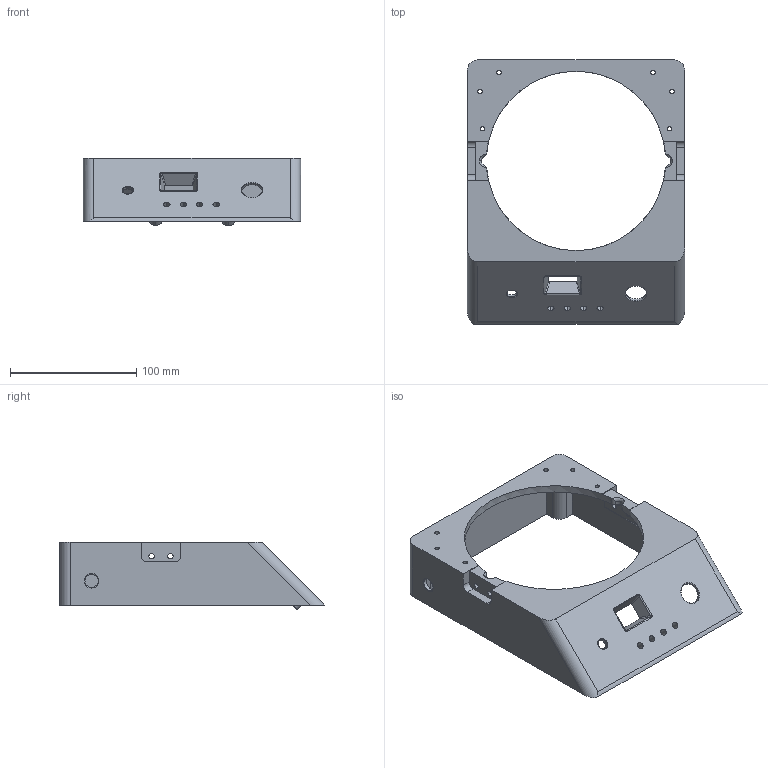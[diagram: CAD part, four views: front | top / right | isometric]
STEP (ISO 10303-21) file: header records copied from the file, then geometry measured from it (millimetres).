
FILE_DESCRIPTION (( 'STEP AP214' ), '1' );
FILE_NAME ('Box.STEP', '2024-08-19T13:22:02', ( '' ), ( '' ), 'SwSTEP 2.0', 'SolidWorks 2024', '' );
FILE_SCHEMA (( 'AUTOMOTIVE_DESIGN' ));
Length unit declared in the file: millimetre
Products named in the file (1): Box
Bounding box: 172 x 209.1 x 53.36 mm (x, y, z)
Volume: 203486.7 mm3; surface area: 105417.8 mm2
Topology: 1 solids, 1 shells, 307 faces, 778 edges, 477 vertices
Faces by surface type: cylinder 162, plane 85, torus 34, bspline 22, sphere 4
Entity records: 10295 total; most frequent: CARTESIAN_POINT 2874, DIRECTION 1602, ORIENTED_EDGE 1530, EDGE_CURVE 765, AXIS2_PLACEMENT_3D 633, VERTEX_POINT 477, EDGE_LOOP 370, CIRCLE 347
